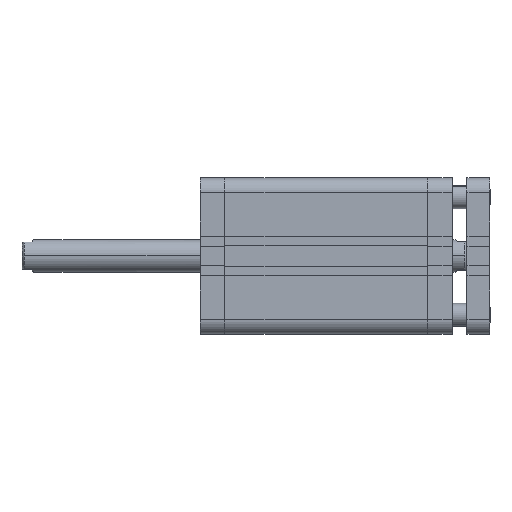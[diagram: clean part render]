
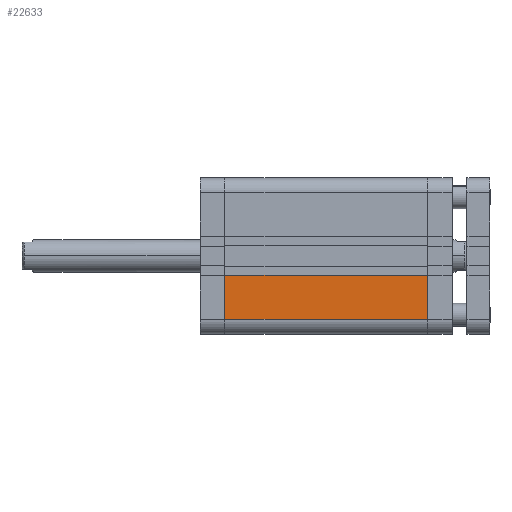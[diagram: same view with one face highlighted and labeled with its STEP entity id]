
A CAD part, front view. The second image highlights one B-rep face of the part: STEP entity #22633.
In plain terms, the highlighted planar face has unit normal (0, -1, 0).
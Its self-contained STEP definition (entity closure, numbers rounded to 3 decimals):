
#1258 = ORIENTED_EDGE ( 'NONE', *, *, #5759, .T. ) ;
#1376 = LINE ( 'NONE', #33916, #26270 ) ;
#3145 = DIRECTION ( 'NONE',  ( -1., 0., 0. ) ) ;
#4959 = DIRECTION ( 'NONE',  ( 1., 0., 0. ) ) ;
#5179 = DIRECTION ( 'NONE',  ( 0., 0., 1. ) ) ;
#5631 = VERTEX_POINT ( 'NONE', #6134 ) ;
#5759 = EDGE_CURVE ( 'NONE', #13280, #12885, #29953, .T. ) ;
#6134 = CARTESIAN_POINT ( 'NONE',  ( 124., -47.75, -38.75 ) ) ;
#6162 = CARTESIAN_POINT ( 'NONE',  ( 0., -47.75, -11.8 ) ) ;
#8133 = PLANE ( 'NONE',  #22211 ) ;
#9579 = DIRECTION ( 'NONE',  ( 0., 0., -1. ) ) ;
#11503 = DIRECTION ( 'NONE',  ( 0., 1., 0. ) ) ;
#11547 = DIRECTION ( 'NONE',  ( 0., 0., -1. ) ) ;
#12885 = VERTEX_POINT ( 'NONE', #26302 ) ;
#12973 = ORIENTED_EDGE ( 'NONE', *, *, #27491, .F. ) ;
#13221 = CARTESIAN_POINT ( 'NONE',  ( 124.001, -47.75, -11.8 ) ) ;
#13280 = VERTEX_POINT ( 'NONE', #6162 ) ;
#13738 = ORIENTED_EDGE ( 'NONE', *, *, #41301, .T. ) ;
#14290 = CARTESIAN_POINT ( 'NONE',  ( 0., -47.75, -47.75 ) ) ;
#14971 = VECTOR ( 'NONE', #9579, 1000. ) ;
#15905 = CARTESIAN_POINT ( 'NONE',  ( 124., -47.75, -47.75 ) ) ;
#16606 = CARTESIAN_POINT ( 'NONE',  ( 124., -47.75, -11.8 ) ) ;
#19269 = LINE ( 'NONE', #15905, #14971 ) ;
#22211 = AXIS2_PLACEMENT_3D ( 'NONE', #24795, #11503, #5179 ) ;
#22633 = ADVANCED_FACE ( 'NONE', ( #30730 ), #8133, .F. ) ;
#24795 = CARTESIAN_POINT ( 'NONE',  ( 124., -47.75, -47.75 ) ) ;
#25942 = EDGE_CURVE ( 'NONE', #31610, #13280, #38853, .T. ) ;
#26270 = VECTOR ( 'NONE', #4959, 1000. ) ;
#26302 = CARTESIAN_POINT ( 'NONE',  ( 0., -47.75, -38.75 ) ) ;
#27491 = EDGE_CURVE ( 'NONE', #31610, #5631, #19269, .T. ) ;
#27772 = VECTOR ( 'NONE', #3145, 1000. ) ;
#29953 = LINE ( 'NONE', #14290, #36371 ) ;
#30730 = FACE_OUTER_BOUND ( 'NONE', #35705, .T. ) ;
#31610 = VERTEX_POINT ( 'NONE', #16606 ) ;
#33916 = CARTESIAN_POINT ( 'NONE',  ( 124., -47.75, -38.75 ) ) ;
#35705 = EDGE_LOOP ( 'NONE', ( #36612, #1258, #13738, #12973 ) ) ;
#36371 = VECTOR ( 'NONE', #11547, 1000. ) ;
#36612 = ORIENTED_EDGE ( 'NONE', *, *, #25942, .T. ) ;
#38853 = LINE ( 'NONE', #13221, #27772 ) ;
#41301 = EDGE_CURVE ( 'NONE', #12885, #5631, #1376, .T. ) ;
